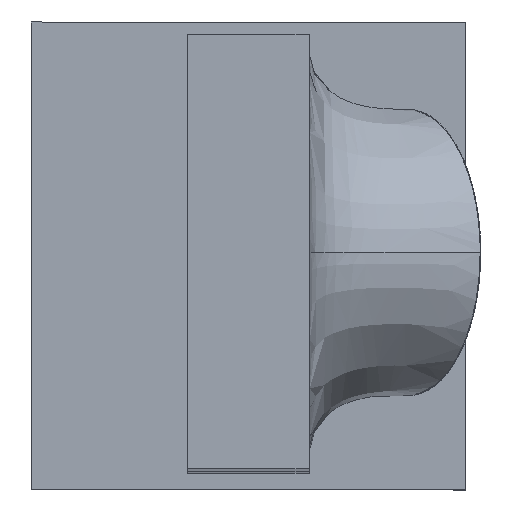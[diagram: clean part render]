
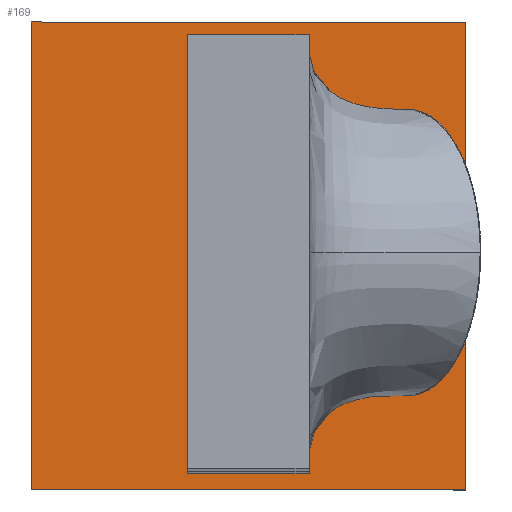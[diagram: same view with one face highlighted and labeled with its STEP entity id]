
A CAD part, top view. The second image highlights one B-rep face of the part: STEP entity #169.
In plain terms, the highlighted planar face has unit normal (0, 0, 1).
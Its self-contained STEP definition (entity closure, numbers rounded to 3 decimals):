
#113=B_SPLINE_CURVE_WITH_KNOTS($,1,(#3633,#3634),.UNSPECIFIED.,.F.,.F.,(2,
2),(-690.827,-524.145),.UNSPECIFIED.);
#115=B_SPLINE_CURVE_WITH_KNOTS($,1,(#3637,#3638),.UNSPECIFIED.,.F.,.F.,(2,
2),(0.,178.731),.UNSPECIFIED.);
#116=B_SPLINE_CURVE_WITH_KNOTS($,1,(#3639,#3640),.UNSPECIFIED.,.F.,.F.,(2,
2),(178.731,345.413),.UNSPECIFIED.);
#117=B_SPLINE_CURVE_WITH_KNOTS($,1,(#3641,#3642),.UNSPECIFIED.,.F.,.F.,(2,
2),(345.413,524.145),.UNSPECIFIED.);
#169=ADVANCED_FACE($,(#215),#710,.T.);
#215=FACE_OUTER_BOUND($,#265,.T.);
#265=EDGE_LOOP($,(#466,#467,#468,#469));
#466=ORIENTED_EDGE($,*,*,#601,.T.);
#467=ORIENTED_EDGE($,*,*,#602,.T.);
#468=ORIENTED_EDGE($,*,*,#603,.T.);
#469=ORIENTED_EDGE($,*,*,#599,.F.);
#599=EDGE_CURVE($,#687,#688,#113,.T.);
#601=EDGE_CURVE($,#687,#689,#115,.T.);
#602=EDGE_CURVE($,#689,#690,#116,.T.);
#603=EDGE_CURVE($,#690,#688,#117,.T.);
#687=VERTEX_POINT($,#3657);
#688=VERTEX_POINT($,#3658);
#689=VERTEX_POINT($,#3659);
#690=VERTEX_POINT($,#3660);
#710=PLANE($,#867);
#867=AXIS2_PLACEMENT_3D($,#3649,#894,$);
#894=DIRECTION($,(0.,0.,1.));
#3633=CARTESIAN_POINT($,(-83.5,-90.,5.));
#3634=CARTESIAN_POINT($,(-83.5,90.,5.));
#3637=CARTESIAN_POINT($,(-83.5,-90.,5.));
#3638=CARTESIAN_POINT($,(83.5,-90.,5.));
#3639=CARTESIAN_POINT($,(83.5,-90.,5.));
#3640=CARTESIAN_POINT($,(83.5,90.,5.));
#3641=CARTESIAN_POINT($,(83.5,90.,5.));
#3642=CARTESIAN_POINT($,(-83.5,90.,5.));
#3649=CARTESIAN_POINT($,(-83.5,-90.,5.));
#3657=CARTESIAN_POINT($,(-83.5,-90.,5.));
#3658=CARTESIAN_POINT($,(-83.5,90.,5.));
#3659=CARTESIAN_POINT($,(83.5,-90.,5.));
#3660=CARTESIAN_POINT($,(83.5,90.,5.));
